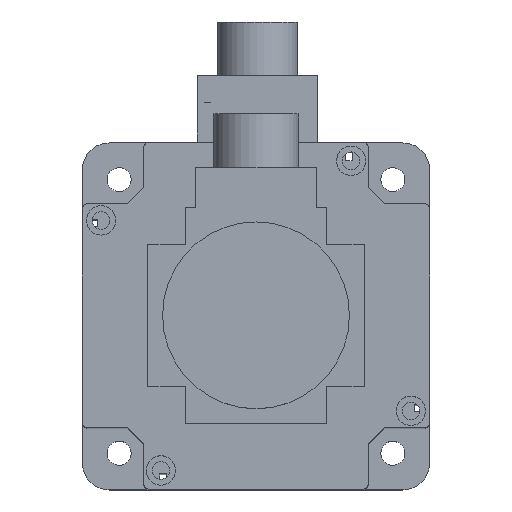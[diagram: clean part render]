
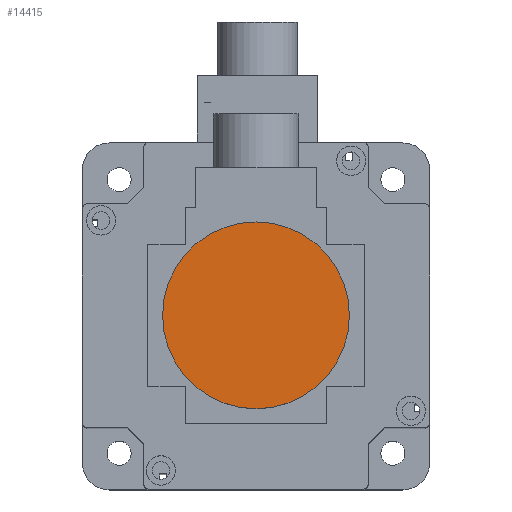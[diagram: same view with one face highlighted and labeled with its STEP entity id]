
A CAD part, top view. The second image highlights one B-rep face of the part: STEP entity #14415.
In plain terms, the highlighted planar face has unit normal (0, 0, 1).
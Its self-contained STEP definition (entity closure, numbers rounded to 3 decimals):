
#672 = CARTESIAN_POINT ( 'NONE',  ( 5.5, 40.5, 5. ) ) ;
#1240 = PLANE ( 'NONE',  #12054 ) ;
#2543 = DIRECTION ( 'NONE',  ( 0., 0., 1. ) ) ;
#2673 = DIRECTION ( 'NONE',  ( 1., 0., 0. ) ) ;
#3886 = DIRECTION ( 'NONE',  ( 0., 0., 1. ) ) ;
#3984 = CIRCLE ( 'NONE', #8455, 35. ) ;
#5196 = ORIENTED_EDGE ( 'NONE', *, *, #13865, .T. ) ;
#5425 = AXIS2_PLACEMENT_3D ( 'NONE', #15857, #13047, #8100 ) ;
#5432 = CIRCLE ( 'NONE', #5425, 35. ) ;
#5758 = FACE_OUTER_BOUND ( 'NONE', #11808, .T. ) ;
#6740 = VERTEX_POINT ( 'NONE', #672 ) ;
#7734 = DIRECTION ( 'NONE',  ( 1., 0., 0. ) ) ;
#8073 = VERTEX_POINT ( 'NONE', #10820 ) ;
#8100 = DIRECTION ( 'NONE',  ( 1., 0., 0. ) ) ;
#8455 = AXIS2_PLACEMENT_3D ( 'NONE', #12831, #3886, #2673 ) ;
#9224 = ORIENTED_EDGE ( 'NONE', *, *, #9995, .T. ) ;
#9995 = EDGE_CURVE ( 'NONE', #8073, #6740, #3984, .T. ) ;
#10294 = CARTESIAN_POINT ( 'NONE',  ( 40.5, 40.5, 5. ) ) ;
#10820 = CARTESIAN_POINT ( 'NONE',  ( 75.5, 40.5, 5. ) ) ;
#11808 = EDGE_LOOP ( 'NONE', ( #5196, #9224 ) ) ;
#12054 = AXIS2_PLACEMENT_3D ( 'NONE', #10294, #2543, #7734 ) ;
#12831 = CARTESIAN_POINT ( 'NONE',  ( 40.5, 40.5, 5. ) ) ;
#13047 = DIRECTION ( 'NONE',  ( 0., 0., 1. ) ) ;
#13865 = EDGE_CURVE ( 'NONE', #6740, #8073, #5432, .T. ) ;
#14415 = ADVANCED_FACE ( 'NONE', ( #5758 ), #1240, .T. ) ;
#15857 = CARTESIAN_POINT ( 'NONE',  ( 40.5, 40.5, 5. ) ) ;
